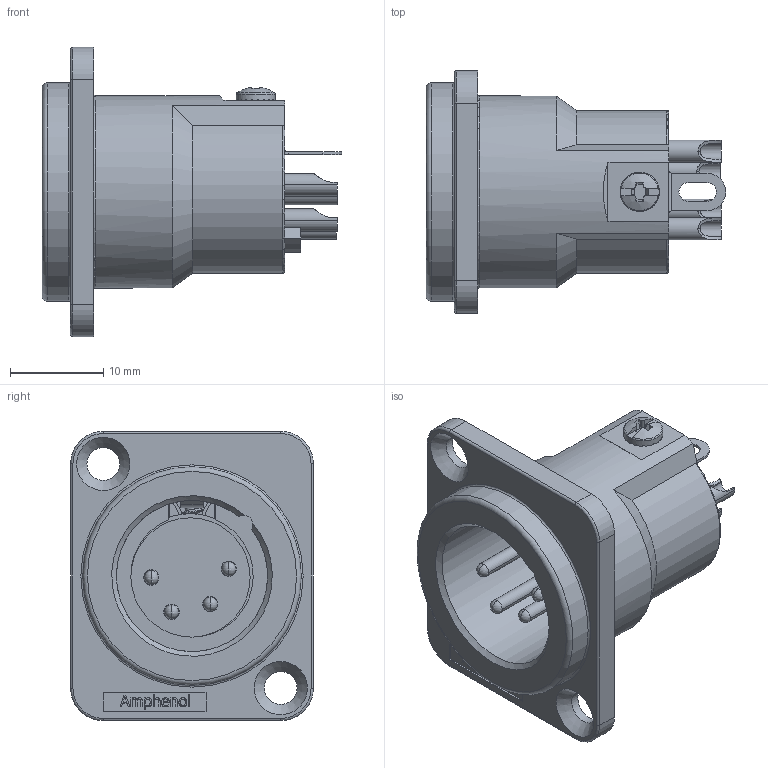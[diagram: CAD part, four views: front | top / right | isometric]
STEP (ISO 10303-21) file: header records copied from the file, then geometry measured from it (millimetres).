
FILE_DESCRIPTION(/* description */ (''),/* implementation_level */ '2;1');
FILE_NAME(/* name */ 'AC4MDZ.stp',/* time_stamp */ '2019-04-02T12:09:42+11:00',/* author */ ('minh'),/* organization */ (''),/* preprocessor_version */ 'ST-DEVELOPER v16.1',/* originating_system */ 'Autodesk Inventor 2016',/* authorisation */ '');
FILE_SCHEMA (('AUTOMOTIVE_DESIGN { 1 0 10303 214 3 1 1 }'));
Length unit declared in the file: inch
Products named in the file (1): AC4MDZ AC4F AC4MDZ_Shrinkwrap_1
Bounding box: 32.05 x 26 x 31 mm (x, y, z)
Surface area: 6146.3 mm2 (no closed solid volume)
Topology: 0 solids, 28 shells, 206 faces, 910 edges, 699 vertices
Faces by surface type: plane 85, cylinder 73, sphere 16, cone 12, torus 12, bspline 8
Full cylindrical faces by diameter (mm): 2.57 x4, 3.5 x2, 4.2 x1, 13.68 x1, 20.6 x1, 23.4 x1
Entity records: 11200 total; most frequent: CARTESIAN_POINT 4011, DIRECTION 1373, ORIENTED_EDGE 1278, EDGE_CURVE 866, VERTEX_POINT 695, AXIS2_PLACEMENT_3D 486, LINE 401, VECTOR 401
